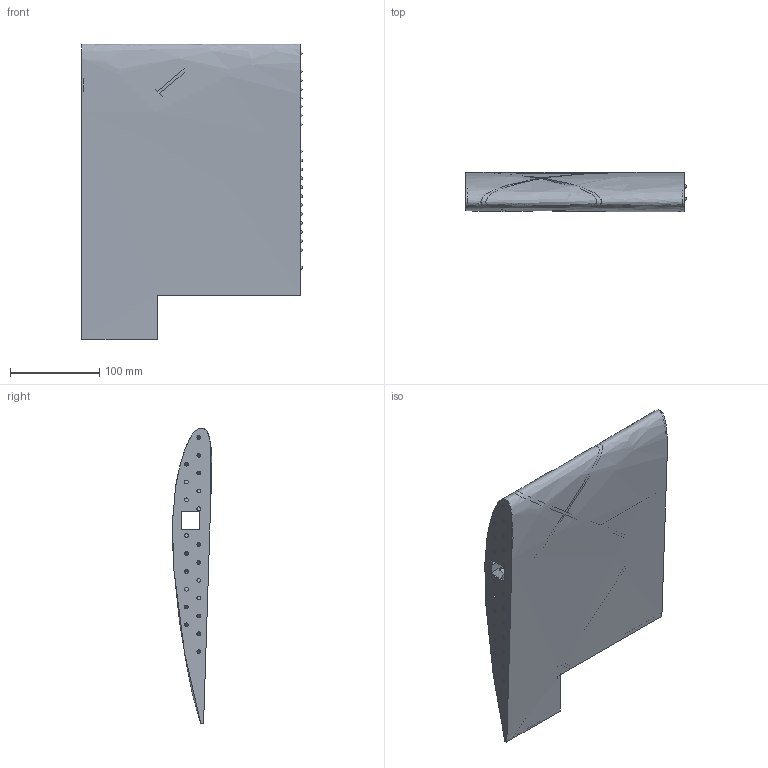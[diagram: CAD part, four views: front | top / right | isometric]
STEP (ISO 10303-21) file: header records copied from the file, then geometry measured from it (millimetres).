
FILE_DESCRIPTION(/* description */ (''),/* implementation_level */ '2;1');
FILE_NAME(/* name */ 'WingLeft_v0.2.stp',/* time_stamp */ '2026-01-18T20:16:04-05:00',/* author */ ('mateo'),/* organization */ (''),/* preprocessor_version */ 'ST-DEVELOPER v20.1',/* originating_system */ 'Autodesk Inventor 2026',/* authorisation */ '');
FILE_SCHEMA (('AUTOMOTIVE_DESIGN { 1 0 10303 214 3 1 1 }'));
Length unit declared in the file: millimetre
Products named in the file (1): WingLeft_v0.1
Bounding box: 247 x 44.01 x 331.34 mm (x, y, z)
Volume: 236758.2 mm3; surface area: 388011.9 mm2
Topology: 1 solids, 4 shells, 235 faces, 772 edges, 638 vertices
Faces by surface type: plane 149, bspline 44, sphere 21, cylinder 21
Full cylindrical faces by diameter (mm): 4.25 x21
Entity records: 13602 total; most frequent: CARTESIAN_POINT 7503, ORIENTED_EDGE 1354, DIRECTION 957, EDGE_CURVE 677, VERTEX_POINT 459, LINE 385, VECTOR 385, EDGE_LOOP 309
